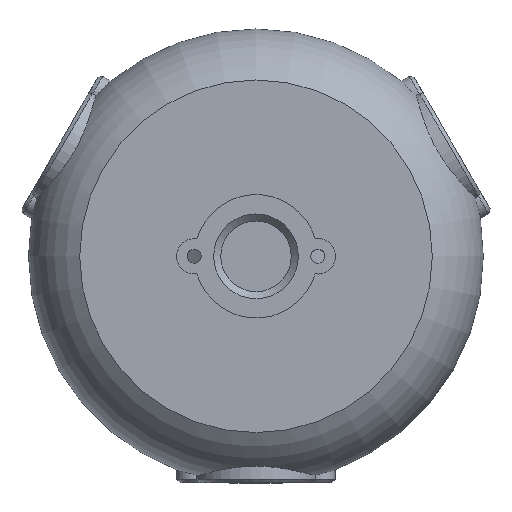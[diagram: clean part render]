
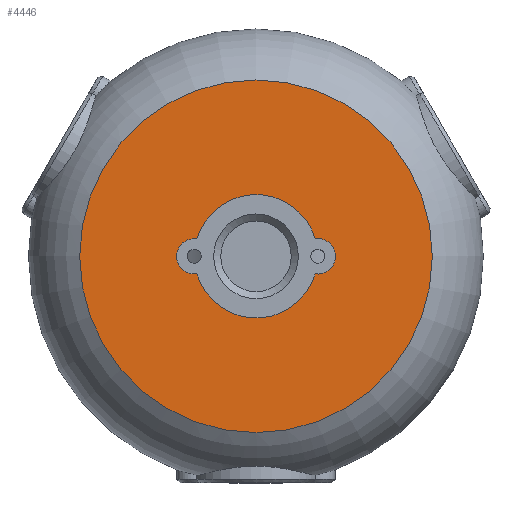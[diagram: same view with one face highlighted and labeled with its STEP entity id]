
A CAD part, top view. The second image highlights one B-rep face of the part: STEP entity #4446.
In plain terms, the highlighted planar face has unit normal (0, 0, 1).
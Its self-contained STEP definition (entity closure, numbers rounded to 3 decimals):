
#848=FACE_BOUND('',#1403,.T.);
#1111=FACE_OUTER_BOUND('',#1402,.T.);
#1402=EDGE_LOOP('',(#4084));
#1403=EDGE_LOOP('',(#4085,#4086,#4087,#4088));
#1585=CIRCLE('',#4820,50.);
#1608=CIRCLE('',#4859,5.);
#1609=CIRCLE('',#4861,17.5);
#1652=CIRCLE('',#4938,5.035);
#1653=CIRCLE('',#4940,17.5);
#1966=VERTEX_POINT('',#11658);
#2018=VERTEX_POINT('',#13125);
#2019=VERTEX_POINT('',#13126);
#2022=VERTEX_POINT('',#13155);
#2070=VERTEX_POINT('',#14419);
#2567=EDGE_CURVE('',#1966,#1966,#1585,.T.);
#2645=EDGE_CURVE('',#2018,#2019,#1608,.T.);
#2649=EDGE_CURVE('',#2019,#2022,#1609,.T.);
#2741=EDGE_CURVE('',#2022,#2070,#1652,.T.);
#2743=EDGE_CURVE('',#2070,#2018,#1653,.T.);
#4084=ORIENTED_EDGE('',*,*,#2567,.F.);
#4085=ORIENTED_EDGE('',*,*,#2741,.T.);
#4086=ORIENTED_EDGE('',*,*,#2743,.T.);
#4087=ORIENTED_EDGE('',*,*,#2645,.T.);
#4088=ORIENTED_EDGE('',*,*,#2649,.T.);
#4182=PLANE('',#4941);
#4446=ADVANCED_FACE('',(#1111,#848),#4182,.T.);
#4820=AXIS2_PLACEMENT_3D('',#11660,#5839,#5840);
#4859=AXIS2_PLACEMENT_3D('',#13127,#5930,#5931);
#4861=AXIS2_PLACEMENT_3D('',#13156,#5936,#5937);
#4938=AXIS2_PLACEMENT_3D('',#14420,#6104,#6105);
#4940=AXIS2_PLACEMENT_3D('',#14423,#6109,#6110);
#4941=AXIS2_PLACEMENT_3D('',#14424,#6111,#6112);
#5839=DIRECTION('center_axis',(0.,0.,-1.));
#5840=DIRECTION('ref_axis',(1.,0.,0.));
#5930=DIRECTION('center_axis',(0.,0.,-1.));
#5931=DIRECTION('ref_axis',(-1.,0.,0.));
#5936=DIRECTION('center_axis',(0.,0.,-1.));
#5937=DIRECTION('ref_axis',(-1.,0.,0.));
#6104=DIRECTION('center_axis',(0.,0.,-1.));
#6105=DIRECTION('ref_axis',(-1.,0.,0.));
#6109=DIRECTION('center_axis',(0.,0.,-1.));
#6110=DIRECTION('ref_axis',(-1.,0.,0.));
#6111=DIRECTION('center_axis',(0.,0.,1.));
#6112=DIRECTION('ref_axis',(1.,0.,0.));
#11658=CARTESIAN_POINT('',(50.,0.,50.));
#11660=CARTESIAN_POINT('Origin',(0.,0.,50.));
#13125=CARTESIAN_POINT('',(-16.786,-4.95,50.));
#13126=CARTESIAN_POINT('',(-16.786,4.948,50.));
#13127=CARTESIAN_POINT('Origin',(-17.5,-0.001,50.));
#13155=CARTESIAN_POINT('',(16.776,4.982,50.));
#13156=CARTESIAN_POINT('Origin',(0.,-0.001,50.));
#14419=CARTESIAN_POINT('',(16.776,-4.984,50.));
#14420=CARTESIAN_POINT('Origin',(17.5,-0.001,50.));
#14423=CARTESIAN_POINT('Origin',(0.,-0.001,50.));
#14424=CARTESIAN_POINT('Origin',(-50.,0.,50.));
